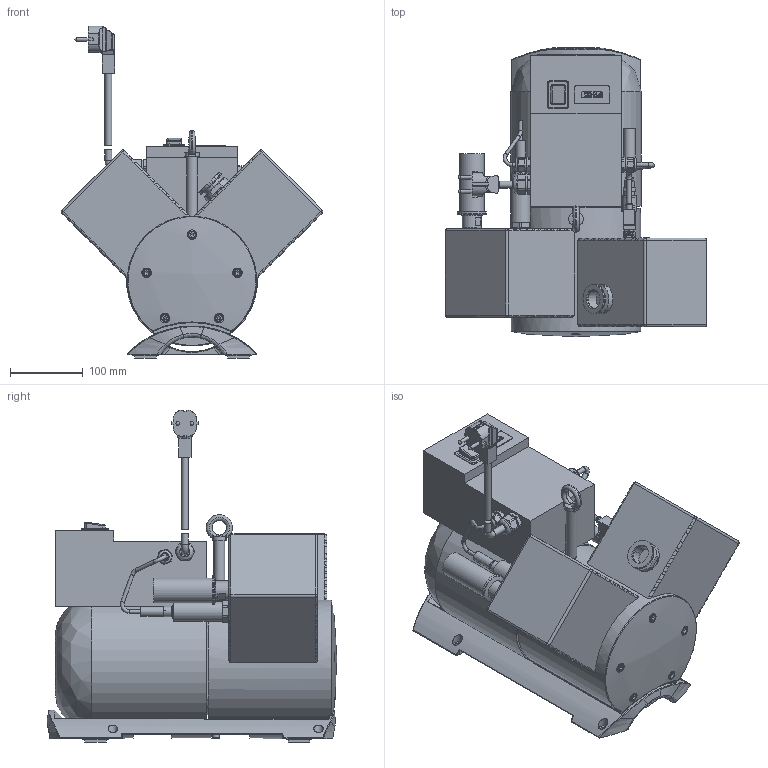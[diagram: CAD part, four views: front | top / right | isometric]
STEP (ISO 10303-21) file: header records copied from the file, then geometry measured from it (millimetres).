
FILE_DESCRIPTION((''),'2;1');
FILE_NAME('PO901011.stp','2007-02-26T12:16:43',('Schaefer'),(''),'Autodesk Inventor 10','Autodesk Inventor 10','');
FILE_SCHEMA(('AUTOMOTIVE_DESIGN { 1 0 10303 214 1 1 1 1 }'));
Length unit declared in the file: millimetre
Products named in the file (1): PO901011_SW
Bounding box: 360.38 x 398.12 x 456.7 mm (x, y, z)
Volume: 15991820.5 mm3; surface area: 711166.8 mm2
Topology: 32 solids, 32 shells, 1558 faces, 3931 edges, 2514 vertices
Faces by surface type: plane 626, cylinder 429, bspline 357, cone 85, torus 46, sphere 15
Full cylindrical faces by diameter (mm): 3.5 x2, 4 x1, 4.134 x2, 4.5 x4, 5 x6, 6 x11, 6.5 x4, 6.6 x2, 8 x2, 9 x2, 9.4 x3, 9.5 x1, 9.73 x1, 10 x9, 10.1 x1, 10.8 x1, 11.5 x2, 12 x4, 12.5 x1, 13 x2, 13.5 x1, 13.56 x1, 13.68 x1, 14.5 x1, 14.75 x2, 15 x4, 15.2 x3, 15.7 x1, 16 x4, 17.6 x3
Entity records: 63851 total; most frequent: CARTESIAN_POINT 29596, ORIENTED_EDGE 7278, DIRECTION 6407, EDGE_CURVE 3639, VERTEX_POINT 2435, AXIS2_PLACEMENT_3D 2312, EDGE_LOOP 1908, VECTOR 1783
